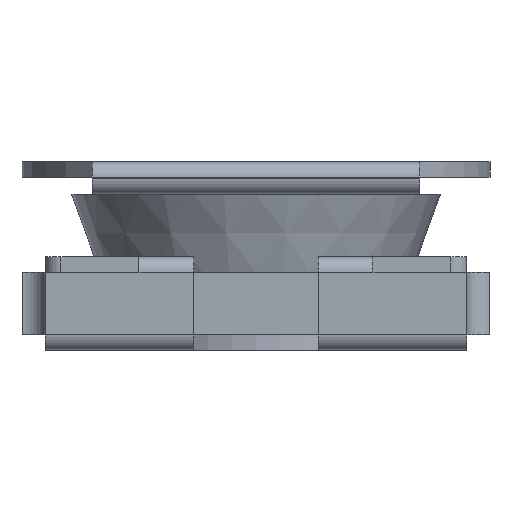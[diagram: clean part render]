
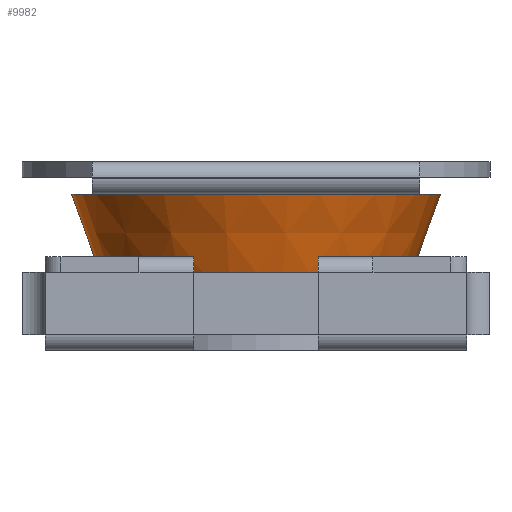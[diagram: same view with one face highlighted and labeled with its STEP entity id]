
A CAD part, front view. The second image highlights one B-rep face of the part: STEP entity #9982.
In plain terms, the highlighted conical face has half-angle 20 degrees and reference radius 1 mm.
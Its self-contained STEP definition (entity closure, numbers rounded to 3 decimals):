
#230 = FACE_OUTER_BOUND ( 'NONE', #8876, .T. ) ;
#523 = CARTESIAN_POINT ( 'NONE',  ( 0., 0., 0.4 ) ) ;
#904 = CIRCLE ( 'NONE', #7440, 1.182 ) ;
#1145 = EDGE_CURVE ( 'NONE', #18792, #5255, #9931, .T. ) ;
#2917 = DIRECTION ( 'NONE',  ( 1., 0., 0. ) ) ;
#3267 = CIRCLE ( 'NONE', #14701, 1. ) ;
#3321 = CARTESIAN_POINT ( 'NONE',  ( -1.182, 0., 0.9 ) ) ;
#4745 = CARTESIAN_POINT ( 'NONE',  ( 1., 0., 0.4 ) ) ;
#4936 = DIRECTION ( 'NONE',  ( 0., 0., 1. ) ) ;
#5211 = DIRECTION ( 'NONE',  ( 1., 0., 0. ) ) ;
#5255 = VERTEX_POINT ( 'NONE', #7146 ) ;
#6036 = ORIENTED_EDGE ( 'NONE', *, *, #1145, .T. ) ;
#6140 = EDGE_CURVE ( 'NONE', #19478, #18792, #3267, .T. ) ;
#6517 = LINE ( 'NONE', #7959, #14651 ) ;
#6780 = DIRECTION ( 'NONE',  ( 0., 0., 1. ) ) ;
#7146 = CARTESIAN_POINT ( 'NONE',  ( 1.182, 0., 0.9 ) ) ;
#7440 = AXIS2_PLACEMENT_3D ( 'NONE', #13637, #12243, #13337 ) ;
#7459 = CONICAL_SURFACE ( 'NONE', #13320, 1., 0.349 ) ;
#7959 = CARTESIAN_POINT ( 'NONE',  ( -1., 0., 0.4 ) ) ;
#8816 = ORIENTED_EDGE ( 'NONE', *, *, #10545, .F. ) ;
#8876 = EDGE_LOOP ( 'NONE', ( #8816, #13688, #6036, #16396 ) ) ;
#9828 = CARTESIAN_POINT ( 'NONE',  ( 1., 0., 0.4 ) ) ;
#9870 = EDGE_CURVE ( 'NONE', #16818, #5255, #904, .T. ) ;
#9931 = LINE ( 'NONE', #9828, #10768 ) ;
#9982 = ADVANCED_FACE ( 'NONE', ( #230 ), #7459, .T. ) ;
#10545 = EDGE_CURVE ( 'NONE', #19478, #16818, #6517, .T. ) ;
#10768 = VECTOR ( 'NONE', #17553, 1000. ) ;
#12243 = DIRECTION ( 'NONE',  ( 0., 0., 1. ) ) ;
#13320 = AXIS2_PLACEMENT_3D ( 'NONE', #18733, #4936, #2917 ) ;
#13337 = DIRECTION ( 'NONE',  ( 1., 0., 0. ) ) ;
#13635 = CARTESIAN_POINT ( 'NONE',  ( -1., 0., 0.4 ) ) ;
#13637 = CARTESIAN_POINT ( 'NONE',  ( 0., 0., 0.9 ) ) ;
#13688 = ORIENTED_EDGE ( 'NONE', *, *, #6140, .T. ) ;
#14163 = DIRECTION ( 'NONE',  ( -0.342, 0., 0.94 ) ) ;
#14651 = VECTOR ( 'NONE', #14163, 1000. ) ;
#14701 = AXIS2_PLACEMENT_3D ( 'NONE', #523, #6780, #5211 ) ;
#16396 = ORIENTED_EDGE ( 'NONE', *, *, #9870, .F. ) ;
#16818 = VERTEX_POINT ( 'NONE', #3321 ) ;
#17553 = DIRECTION ( 'NONE',  ( 0.342, 0., 0.94 ) ) ;
#18733 = CARTESIAN_POINT ( 'NONE',  ( 0., 0., 0.4 ) ) ;
#18792 = VERTEX_POINT ( 'NONE', #4745 ) ;
#19478 = VERTEX_POINT ( 'NONE', #13635 ) ;
